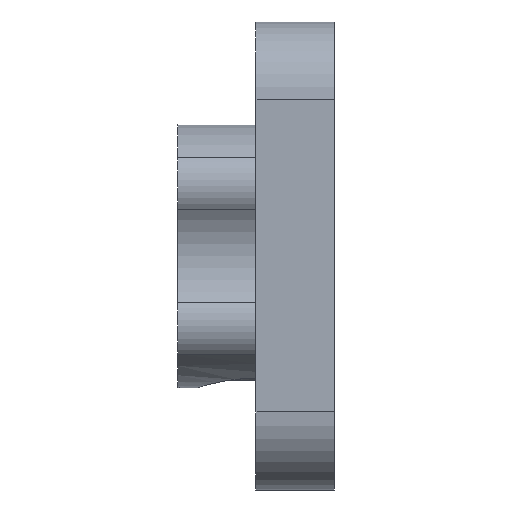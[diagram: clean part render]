
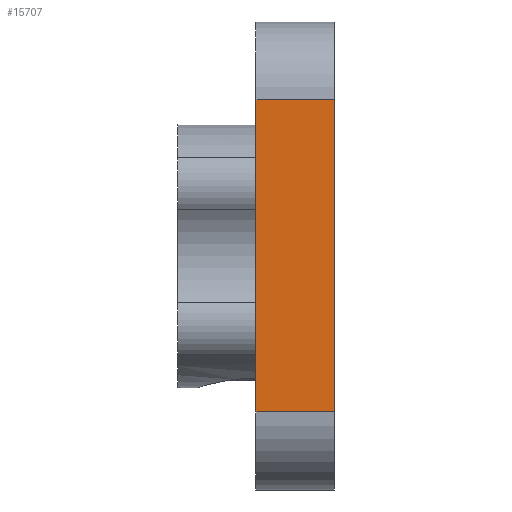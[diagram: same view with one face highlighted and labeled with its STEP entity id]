
A CAD part, left-side view. The second image highlights one B-rep face of the part: STEP entity #15707.
In plain terms, the highlighted planar face has unit normal (-1, 0, 0).
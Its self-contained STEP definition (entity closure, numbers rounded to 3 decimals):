
#1328 = CARTESIAN_POINT ( 'NONE',  ( -12., 4., 0. ) ) ;
#2094 = DIRECTION ( 'NONE',  ( -1., 0., 0. ) ) ;
#3696 = CARTESIAN_POINT ( 'NONE',  ( -12., 0., 0. ) ) ;
#4234 = EDGE_LOOP ( 'NONE', ( #9601, #25652, #18482, #23064 ) ) ;
#4331 = CARTESIAN_POINT ( 'NONE',  ( -12., 4., 0. ) ) ;
#5209 = EDGE_CURVE ( 'NONE', #5807, #27841, #30034, .T. ) ;
#5350 = CARTESIAN_POINT ( 'NONE',  ( -12., 4., -8. ) ) ;
#5807 = VERTEX_POINT ( 'NONE', #21903 ) ;
#6001 = EDGE_CURVE ( 'NONE', #11230, #16742, #30006, .T. ) ;
#7692 = DIRECTION ( 'NONE',  ( 0., -1., 0. ) ) ;
#7960 = VECTOR ( 'NONE', #15530, 1000. ) ;
#8635 = EDGE_CURVE ( 'NONE', #27841, #16742, #23350, .T. ) ;
#9492 = VECTOR ( 'NONE', #22272, 1000. ) ;
#9601 = ORIENTED_EDGE ( 'NONE', *, *, #6001, .F. ) ;
#11230 = VERTEX_POINT ( 'NONE', #13819 ) ;
#12245 = FACE_OUTER_BOUND ( 'NONE', #4234, .T. ) ;
#13819 = CARTESIAN_POINT ( 'NONE',  ( -12., 0., 8. ) ) ;
#14188 = VECTOR ( 'NONE', #24920, 1000. ) ;
#15355 = AXIS2_PLACEMENT_3D ( 'NONE', #4331, #2094, #23055 ) ;
#15530 = DIRECTION ( 'NONE',  ( 0., 0., -1. ) ) ;
#15707 = ADVANCED_FACE ( 'NONE', ( #12245 ), #25712, .T. ) ;
#16426 = CARTESIAN_POINT ( 'NONE',  ( -12., 4., 8. ) ) ;
#16742 = VERTEX_POINT ( 'NONE', #18812 ) ;
#17843 = LINE ( 'NONE', #16426, #14188 ) ;
#18482 = ORIENTED_EDGE ( 'NONE', *, *, #5209, .T. ) ;
#18812 = CARTESIAN_POINT ( 'NONE',  ( -12., 0., -8. ) ) ;
#19601 = CARTESIAN_POINT ( 'NONE',  ( -12., 4., -8. ) ) ;
#21903 = CARTESIAN_POINT ( 'NONE',  ( -12., 4., 8. ) ) ;
#22272 = DIRECTION ( 'NONE',  ( 0., 0., -1. ) ) ;
#22891 = EDGE_CURVE ( 'NONE', #5807, #11230, #17843, .T. ) ;
#23055 = DIRECTION ( 'NONE',  ( 0., 0., 1. ) ) ;
#23064 = ORIENTED_EDGE ( 'NONE', *, *, #8635, .T. ) ;
#23350 = LINE ( 'NONE', #19601, #24454 ) ;
#24454 = VECTOR ( 'NONE', #7692, 1000. ) ;
#24920 = DIRECTION ( 'NONE',  ( 0., -1., 0. ) ) ;
#25652 = ORIENTED_EDGE ( 'NONE', *, *, #22891, .F. ) ;
#25712 = PLANE ( 'NONE',  #15355 ) ;
#27841 = VERTEX_POINT ( 'NONE', #5350 ) ;
#30006 = LINE ( 'NONE', #3696, #7960 ) ;
#30034 = LINE ( 'NONE', #1328, #9492 ) ;
